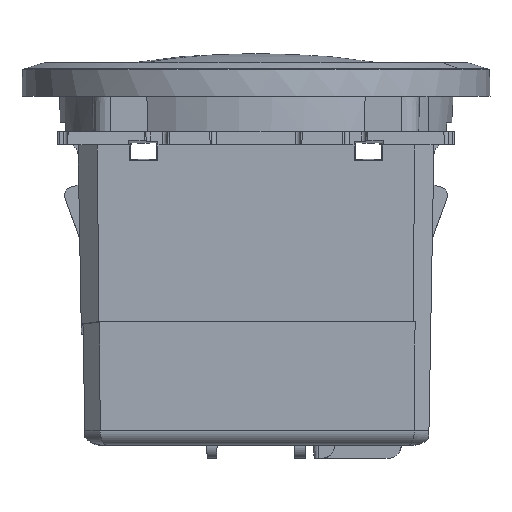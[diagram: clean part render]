
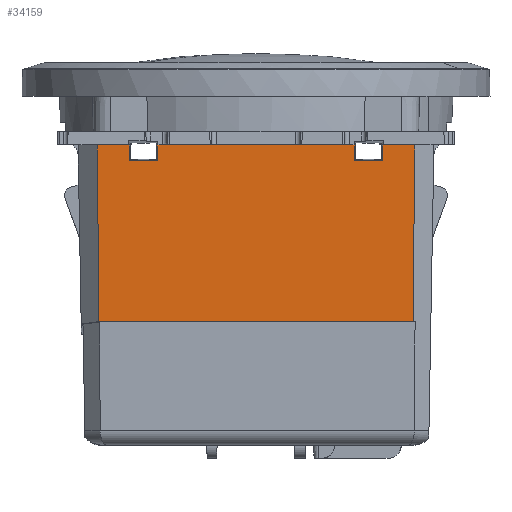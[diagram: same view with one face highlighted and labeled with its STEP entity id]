
A CAD part, front view. The second image highlights one B-rep face of the part: STEP entity #34159.
In plain terms, the highlighted planar face has unit normal (0, -1, -0.018).
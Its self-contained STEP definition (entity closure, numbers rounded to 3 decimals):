
#34129=AXIS2_PLACEMENT_3D('Plane Axis2P3D',#34126,#34127,#34128) ;
#24955=CARTESIAN_POINT('Vertex',(17.813,-19.801,-19.821)) ;
#24958=CARTESIAN_POINT('Line Origine',(20.15,-19.801,-19.821)) ;
#24962=CARTESIAN_POINT('Vertex',(-17.813,-19.801,-19.821)) ;
#25191=CARTESIAN_POINT('Vertex',(-14.337,-20.12,-1.556)) ;
#25195=CARTESIAN_POINT('Control Point',(-14.337,-20.12,-1.556)) ;
#25196=CARTESIAN_POINT('Control Point',(-11.163,-20.12,-1.556)) ;
#25197=CARTESIAN_POINT('Vertex',(-11.163,-20.12,-1.556)) ;
#25235=CARTESIAN_POINT('Vertex',(-14.339,-20.15,0.182)) ;
#25239=CARTESIAN_POINT('Control Point',(-14.339,-20.15,0.182)) ;
#25240=CARTESIAN_POINT('Control Point',(-14.337,-20.12,-1.556)) ;
#25350=CARTESIAN_POINT('Control Point',(-11.161,-20.15,0.182)) ;
#25351=CARTESIAN_POINT('Control Point',(-11.163,-20.12,-1.556)) ;
#25352=CARTESIAN_POINT('Vertex',(-11.161,-20.15,0.182)) ;
#25436=CARTESIAN_POINT('Vertex',(11.163,-20.12,-1.556)) ;
#25439=CARTESIAN_POINT('Line Origine',(0.,-20.12,-1.556)) ;
#25443=CARTESIAN_POINT('Vertex',(14.337,-20.12,-1.556)) ;
#25470=CARTESIAN_POINT('Vertex',(11.161,-20.15,0.182)) ;
#25476=CARTESIAN_POINT('Control Point',(11.161,-20.15,0.182)) ;
#25477=CARTESIAN_POINT('Control Point',(11.163,-20.12,-1.556)) ;
#25634=CARTESIAN_POINT('Control Point',(14.339,-20.15,0.182)) ;
#25635=CARTESIAN_POINT('Control Point',(14.337,-20.12,-1.556)) ;
#25636=CARTESIAN_POINT('Vertex',(14.339,-20.15,0.182)) ;
#32811=CARTESIAN_POINT('Vertex',(-17.958,-20.15,0.182)) ;
#32814=CARTESIAN_POINT('Line Origine',(-16.148,-20.15,0.182)) ;
#34110=CARTESIAN_POINT('Vertex',(17.958,-20.15,0.182)) ;
#34114=CARTESIAN_POINT('Control Point',(17.958,-20.15,0.182)) ;
#34115=CARTESIAN_POINT('Control Point',(17.813,-19.801,-19.821)) ;
#34126=CARTESIAN_POINT('Axis2P3D Location',(0.,-20.15,0.182)) ;
#34131=CARTESIAN_POINT('Line Origine',(0.,-20.15,0.182)) ;
#34137=CARTESIAN_POINT('Control Point',(-17.958,-20.15,0.182)) ;
#34138=CARTESIAN_POINT('Control Point',(-17.813,-19.801,-19.821)) ;
#34140=CARTESIAN_POINT('Line Origine',(0.,-20.15,0.182)) ;
#24959=DIRECTION('Vector Direction',(1.,0.,0.)) ;
#25440=DIRECTION('Vector Direction',(-1.,0.,0.)) ;
#32815=DIRECTION('Vector Direction',(-1.,0.,0.)) ;
#34127=DIRECTION('Axis2P3D Direction',(0.,-1.,-0.017)) ;
#34128=DIRECTION('Axis2P3D XDirection',(1.,0.,0.)) ;
#34132=DIRECTION('Vector Direction',(1.,0.,0.)) ;
#34141=DIRECTION('Vector Direction',(1.,0.,0.)) ;
#24960=VECTOR('Line Direction',#24959,1.) ;
#25441=VECTOR('Line Direction',#25440,1.) ;
#32816=VECTOR('Line Direction',#32815,1.) ;
#34133=VECTOR('Line Direction',#34132,1.) ;
#34142=VECTOR('Line Direction',#34141,1.) ;
#34146=ORIENTED_EDGE('',*,*,#25478,.T.) ;
#34147=ORIENTED_EDGE('',*,*,#34135,.T.) ;
#34148=ORIENTED_EDGE('',*,*,#25354,.F.) ;
#34149=ORIENTED_EDGE('',*,*,#25199,.T.) ;
#34150=ORIENTED_EDGE('',*,*,#25241,.F.) ;
#34151=ORIENTED_EDGE('',*,*,#32818,.T.) ;
#34152=ORIENTED_EDGE('',*,*,#34139,.T.) ;
#34153=ORIENTED_EDGE('',*,*,#24964,.T.) ;
#34154=ORIENTED_EDGE('',*,*,#34116,.T.) ;
#34155=ORIENTED_EDGE('',*,*,#34144,.T.) ;
#34156=ORIENTED_EDGE('',*,*,#25638,.T.) ;
#34157=ORIENTED_EDGE('',*,*,#25445,.F.) ;
#34159=ADVANCED_FACE('A90084_V2-A.1\\volume 2 modules',(#34158),#34130,.T.) ;
#25194=B_SPLINE_CURVE_WITH_KNOTS('',1,(#25195,#25196),.UNSPECIFIED.,.F.,.U.,(2,2),(-1.587,1.587),.UNSPECIFIED.) ;
#25238=B_SPLINE_CURVE_WITH_KNOTS('',1,(#25239,#25240),.UNSPECIFIED.,.F.,.U.,(2,2),(-10.803,-9.065),.UNSPECIFIED.) ;
#25349=B_SPLINE_CURVE_WITH_KNOTS('',1,(#25350,#25351),.UNSPECIFIED.,.F.,.U.,(2,2),(-10.803,-9.065),.UNSPECIFIED.) ;
#25475=B_SPLINE_CURVE_WITH_KNOTS('',1,(#25476,#25477),.UNSPECIFIED.,.F.,.U.,(2,2),(-10.003,-8.265),.UNSPECIFIED.) ;
#25633=B_SPLINE_CURVE_WITH_KNOTS('',1,(#25634,#25635),.UNSPECIFIED.,.F.,.U.,(2,2),(-0.869,0.869),.UNSPECIFIED.) ;
#34113=B_SPLINE_CURVE_WITH_KNOTS('',1,(#34114,#34115),.UNSPECIFIED.,.F.,.U.,(2,2),(-17.003,3.003),.UNSPECIFIED.) ;
#34136=B_SPLINE_CURVE_WITH_KNOTS('',1,(#34137,#34138),.UNSPECIFIED.,.F.,.U.,(2,2),(-17.003,3.003),.UNSPECIFIED.) ;
#24964=EDGE_CURVE('',#24963,#24956,#24961,.T.) ;
#25199=EDGE_CURVE('',#25198,#25192,#25194,.F.) ;
#25241=EDGE_CURVE('',#25236,#25192,#25238,.T.) ;
#25354=EDGE_CURVE('',#25198,#25353,#25349,.F.) ;
#25445=EDGE_CURVE('',#25437,#25444,#25442,.F.) ;
#25478=EDGE_CURVE('',#25437,#25471,#25475,.F.) ;
#25638=EDGE_CURVE('',#25637,#25444,#25633,.T.) ;
#32818=EDGE_CURVE('',#25236,#32812,#32817,.T.) ;
#34116=EDGE_CURVE('',#24956,#34111,#34113,.F.) ;
#34135=EDGE_CURVE('',#25471,#25353,#34134,.F.) ;
#34139=EDGE_CURVE('',#32812,#24963,#34136,.T.) ;
#34144=EDGE_CURVE('',#34111,#25637,#34143,.F.) ;
#34145=EDGE_LOOP('',(#34146,#34147,#34148,#34149,#34150,#34151,#34152,#34153,#34154,#34155,#34156,#34157)) ;
#34158=FACE_OUTER_BOUND('',#34145,.T.) ;
#24961=LINE('Line',#24958,#24960) ;
#25442=LINE('Line',#25439,#25441) ;
#32817=LINE('Line',#32814,#32816) ;
#34134=LINE('Line',#34131,#34133) ;
#34143=LINE('Line',#34140,#34142) ;
#34130=PLANE('',#34129) ;
#24956=VERTEX_POINT('',#24955) ;
#24963=VERTEX_POINT('',#24962) ;
#25192=VERTEX_POINT('',#25191) ;
#25198=VERTEX_POINT('',#25197) ;
#25236=VERTEX_POINT('',#25235) ;
#25353=VERTEX_POINT('',#25352) ;
#25437=VERTEX_POINT('',#25436) ;
#25444=VERTEX_POINT('',#25443) ;
#25471=VERTEX_POINT('',#25470) ;
#25637=VERTEX_POINT('',#25636) ;
#32812=VERTEX_POINT('',#32811) ;
#34111=VERTEX_POINT('',#34110) ;
